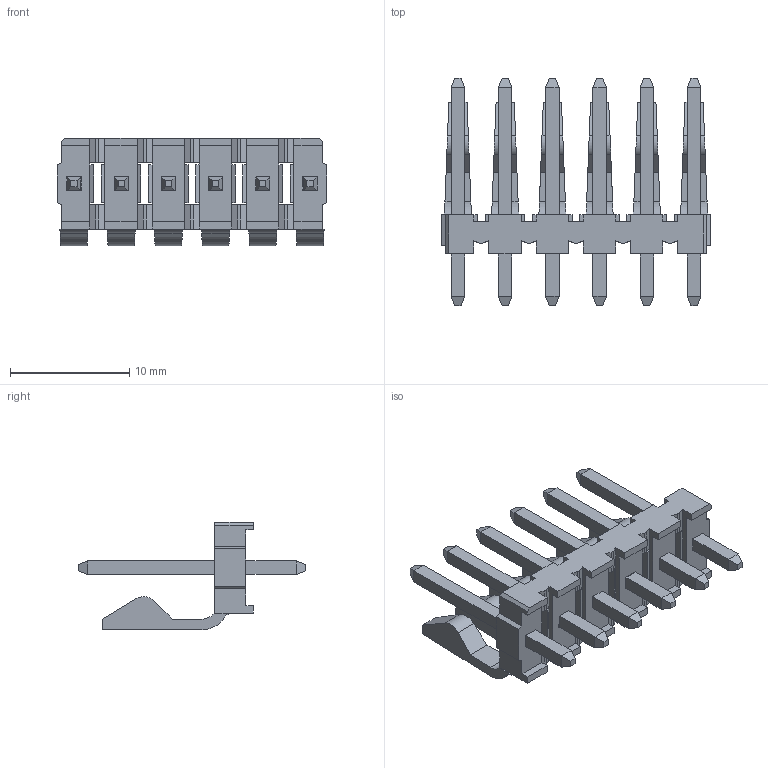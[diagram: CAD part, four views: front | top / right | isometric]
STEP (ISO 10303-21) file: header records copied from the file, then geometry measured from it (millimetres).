
FILE_DESCRIPTION((''),'2;1');
FILE_NAME('026482065','2015-03-10T',('ME'),(''),'PRO/ENGINEER BY PARAMETRIC TECHNOLOGY CORPORATION, 2011490','PRO/ENGINEER BY PARAMETRIC TECHNOLOGY CORPORATION, 2011490','');
FILE_SCHEMA(('CONFIG_CONTROL_DESIGN'));
Length unit declared in the file: inch
Products named in the file (1): 026482065
Bounding box: 22.63 x 19.05 x 9.02 mm (x, y, z)
Volume: 691.3 mm3; surface area: 1685.5 mm2
Topology: 1 solids, 1 shells, 380 faces, 1036 edges, 666 vertices
Faces by surface type: plane 356, cylinder 24
Entity records: 11815 total; most frequent: CARTESIAN_POINT 2283, ORIENTED_EDGE 2048, DIRECTION 1762, EDGE_CURVE 1024, VECTOR 976, LINE 976, VERTEX_POINT 654, EDGE_LOOP 398
